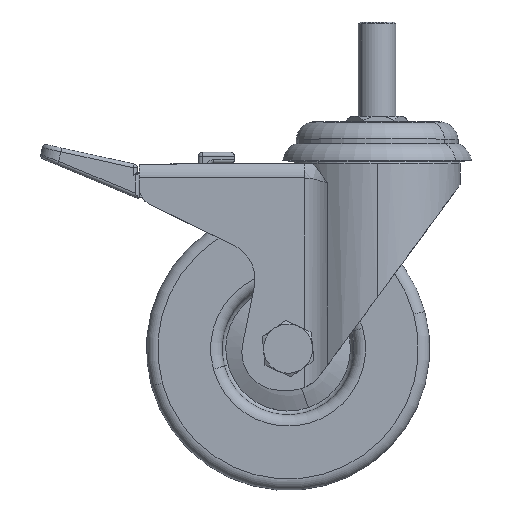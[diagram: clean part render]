
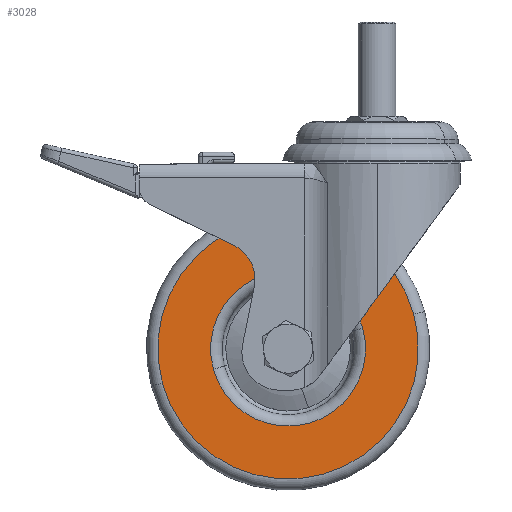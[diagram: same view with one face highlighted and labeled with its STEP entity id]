
A CAD part, top view. The second image highlights one B-rep face of the part: STEP entity #3028.
In plain terms, the highlighted planar face has unit normal (0, 0, 1).
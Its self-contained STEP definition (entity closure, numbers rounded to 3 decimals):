
#40 = EDGE_CURVE ( 'NONE', #11560, #7819, #9460, .T. ) ;
#720 = DIRECTION ( 'NONE',  ( 0., 0., -1. ) ) ;
#838 = CIRCLE ( 'NONE', #4651, 20.5 ) ;
#1102 = VERTEX_POINT ( 'NONE', #5007 ) ;
#1546 = EDGE_LOOP ( 'NONE', ( #2682, #1657 ) ) ;
#1657 = ORIENTED_EDGE ( 'NONE', *, *, #10629, .T. ) ;
#1994 = FACE_BOUND ( 'NONE', #1546, .T. ) ;
#2682 = ORIENTED_EDGE ( 'NONE', *, *, #40, .T. ) ;
#2784 = AXIS2_PLACEMENT_3D ( 'NONE', #5670, #720, #7535 ) ;
#3028 = ADVANCED_FACE ( 'NONE', ( #1994, #11329 ), #12846, .T. ) ;
#4651 = AXIS2_PLACEMENT_3D ( 'NONE', #11838, #11711, #7889 ) ;
#5007 = CARTESIAN_POINT ( 'NONE',  ( -34.5, 0., 10.5 ) ) ;
#5051 = CARTESIAN_POINT ( 'NONE',  ( 0., 0., 10.5 ) ) ;
#5544 = CIRCLE ( 'NONE', #6503, 34.5 ) ;
#5668 = DIRECTION ( 'NONE',  ( 0., 0., 1. ) ) ;
#5670 = CARTESIAN_POINT ( 'NONE',  ( 0., 0., 10.5 ) ) ;
#5750 = CARTESIAN_POINT ( 'NONE',  ( 0., 0., 10.5 ) ) ;
#6130 = DIRECTION ( 'NONE',  ( 0., 0., 1. ) ) ;
#6503 = AXIS2_PLACEMENT_3D ( 'NONE', #5051, #12050, #6916 ) ;
#6645 = CARTESIAN_POINT ( 'NONE',  ( 20.5, 0., 10.5 ) ) ;
#6652 = EDGE_CURVE ( 'NONE', #1102, #8269, #12633, .T. ) ;
#6668 = ORIENTED_EDGE ( 'NONE', *, *, #10809, .T. ) ;
#6768 = DIRECTION ( 'NONE',  ( 1., 0., 0. ) ) ;
#6916 = DIRECTION ( 'NONE',  ( 1., 0., 0. ) ) ;
#7535 = DIRECTION ( 'NONE',  ( 1., 0., 0. ) ) ;
#7819 = VERTEX_POINT ( 'NONE', #8634 ) ;
#7889 = DIRECTION ( 'NONE',  ( 1., 0., 0. ) ) ;
#8269 = VERTEX_POINT ( 'NONE', #10336 ) ;
#8634 = CARTESIAN_POINT ( 'NONE',  ( -20.5, 0., 10.5 ) ) ;
#8640 = AXIS2_PLACEMENT_3D ( 'NONE', #5750, #5668, #6768 ) ;
#9128 = DIRECTION ( 'NONE',  ( 1., 0., 0. ) ) ;
#9460 = CIRCLE ( 'NONE', #2784, 20.5 ) ;
#10101 = CARTESIAN_POINT ( 'NONE',  ( 0., 0., 10.5 ) ) ;
#10336 = CARTESIAN_POINT ( 'NONE',  ( 34.5, 0., 10.5 ) ) ;
#10581 = AXIS2_PLACEMENT_3D ( 'NONE', #10101, #6130, #9128 ) ;
#10629 = EDGE_CURVE ( 'NONE', #7819, #11560, #838, .T. ) ;
#10809 = EDGE_CURVE ( 'NONE', #8269, #1102, #5544, .T. ) ;
#11329 = FACE_OUTER_BOUND ( 'NONE', #12199, .T. ) ;
#11560 = VERTEX_POINT ( 'NONE', #6645 ) ;
#11711 = DIRECTION ( 'NONE',  ( 0., 0., -1. ) ) ;
#11838 = CARTESIAN_POINT ( 'NONE',  ( 0., 0., 10.5 ) ) ;
#12050 = DIRECTION ( 'NONE',  ( 0., 0., 1. ) ) ;
#12199 = EDGE_LOOP ( 'NONE', ( #6668, #12770 ) ) ;
#12633 = CIRCLE ( 'NONE', #8640, 34.5 ) ;
#12770 = ORIENTED_EDGE ( 'NONE', *, *, #6652, .T. ) ;
#12846 = PLANE ( 'NONE',  #10581 ) ;
